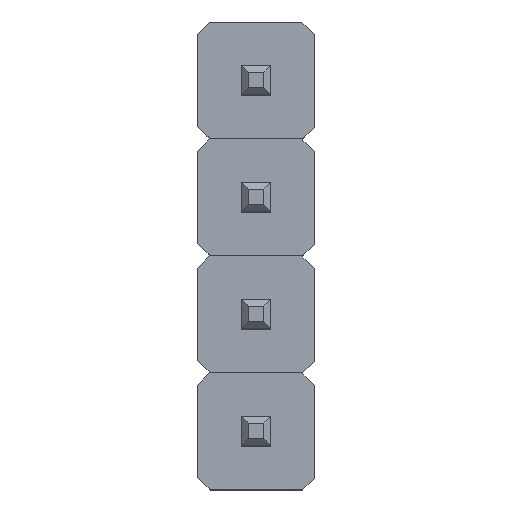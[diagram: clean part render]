
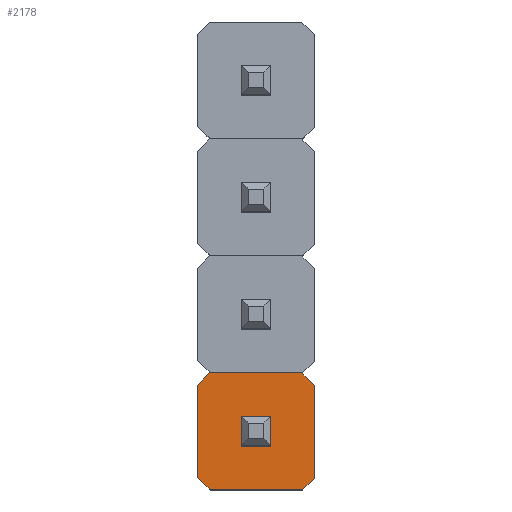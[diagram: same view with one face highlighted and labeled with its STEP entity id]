
A CAD part, top view. The second image highlights one B-rep face of the part: STEP entity #2178.
In plain terms, the highlighted planar face has unit normal (0, 0, 1).
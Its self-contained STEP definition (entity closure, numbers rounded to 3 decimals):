
#30=FACE_BOUND('',#192,.T.);
#58=FACE_OUTER_BOUND('',#191,.T.);
#191=EDGE_LOOP('',(#1493,#1494,#1495,#1496,#1497,#1498,#1499,#1500));
#192=EDGE_LOOP('',(#1501,#1502,#1503,#1504));
#334=LINE('',#3054,#638);
#337=LINE('',#3059,#641);
#339=LINE('',#3063,#643);
#340=LINE('',#3065,#644);
#343=LINE('',#3073,#647);
#346=LINE('',#3079,#650);
#349=LINE('',#3085,#653);
#352=LINE('',#3091,#656);
#355=LINE('',#3097,#659);
#358=LINE('',#3103,#662);
#361=LINE('',#3109,#665);
#364=LINE('',#3113,#668);
#638=VECTOR('',#2477,10.);
#641=VECTOR('',#2482,10.);
#643=VECTOR('',#2486,10.);
#644=VECTOR('',#2489,10.);
#647=VECTOR('',#2494,10.);
#650=VECTOR('',#2499,10.);
#653=VECTOR('',#2504,10.);
#656=VECTOR('',#2509,10.);
#659=VECTOR('',#2514,10.);
#662=VECTOR('',#2519,10.);
#665=VECTOR('',#2524,10.);
#668=VECTOR('',#2529,10.);
#937=VERTEX_POINT('',#3051);
#938=VERTEX_POINT('',#3053);
#939=VERTEX_POINT('',#3057);
#940=VERTEX_POINT('',#3061);
#943=VERTEX_POINT('',#3070);
#944=VERTEX_POINT('',#3072);
#946=VERTEX_POINT('',#3078);
#948=VERTEX_POINT('',#3084);
#950=VERTEX_POINT('',#3090);
#952=VERTEX_POINT('',#3096);
#954=VERTEX_POINT('',#3102);
#956=VERTEX_POINT('',#3108);
#1134=EDGE_CURVE('',#938,#937,#334,.T.);
#1137=EDGE_CURVE('',#937,#939,#337,.T.);
#1139=EDGE_CURVE('',#939,#940,#339,.T.);
#1140=EDGE_CURVE('',#940,#938,#340,.T.);
#1143=EDGE_CURVE('',#944,#943,#343,.T.);
#1146=EDGE_CURVE('',#946,#944,#346,.T.);
#1149=EDGE_CURVE('',#948,#946,#349,.T.);
#1152=EDGE_CURVE('',#950,#948,#352,.T.);
#1155=EDGE_CURVE('',#952,#950,#355,.T.);
#1158=EDGE_CURVE('',#954,#952,#358,.T.);
#1161=EDGE_CURVE('',#956,#954,#361,.T.);
#1164=EDGE_CURVE('',#943,#956,#364,.T.);
#1493=ORIENTED_EDGE('',*,*,#1164,.T.);
#1494=ORIENTED_EDGE('',*,*,#1161,.T.);
#1495=ORIENTED_EDGE('',*,*,#1158,.T.);
#1496=ORIENTED_EDGE('',*,*,#1155,.T.);
#1497=ORIENTED_EDGE('',*,*,#1152,.T.);
#1498=ORIENTED_EDGE('',*,*,#1149,.T.);
#1499=ORIENTED_EDGE('',*,*,#1146,.T.);
#1500=ORIENTED_EDGE('',*,*,#1143,.T.);
#1501=ORIENTED_EDGE('',*,*,#1140,.T.);
#1502=ORIENTED_EDGE('',*,*,#1134,.T.);
#1503=ORIENTED_EDGE('',*,*,#1137,.T.);
#1504=ORIENTED_EDGE('',*,*,#1139,.T.);
#2046=PLANE('',#2331);
#2178=ADVANCED_FACE('',(#58,#30),#2046,.T.);
#2331=AXIS2_PLACEMENT_3D('',#3114,#2530,#2531);
#2477=DIRECTION('',(0.,-1.,0.));
#2482=DIRECTION('',(-1.,0.,0.));
#2486=DIRECTION('',(0.,1.,0.));
#2489=DIRECTION('',(1.,0.,0.));
#2494=DIRECTION('',(0.,-1.,0.));
#2499=DIRECTION('',(-0.707,-0.707,0.));
#2504=DIRECTION('',(-1.,0.,0.));
#2509=DIRECTION('',(-0.707,0.707,0.));
#2514=DIRECTION('',(0.,1.,0.));
#2519=DIRECTION('',(0.707,0.707,0.));
#2524=DIRECTION('',(1.,0.,0.));
#2529=DIRECTION('',(0.707,-0.707,0.));
#2530=DIRECTION('center_axis',(0.,0.,1.));
#2531=DIRECTION('ref_axis',(1.,0.,0.));
#3051=CARTESIAN_POINT('',(0.32,-4.13,2.54));
#3053=CARTESIAN_POINT('',(0.32,-3.49,2.54));
#3054=CARTESIAN_POINT('',(0.32,-3.49,2.54));
#3057=CARTESIAN_POINT('',(-0.32,-4.13,2.54));
#3059=CARTESIAN_POINT('',(0.32,-4.13,2.54));
#3061=CARTESIAN_POINT('',(-0.32,-3.49,2.54));
#3063=CARTESIAN_POINT('',(-0.32,-4.13,2.54));
#3065=CARTESIAN_POINT('',(-0.32,-3.49,2.54));
#3070=CARTESIAN_POINT('',(-1.27,-4.806,2.54));
#3072=CARTESIAN_POINT('',(-1.27,-2.807,2.54));
#3073=CARTESIAN_POINT('',(-1.27,-5.08,2.54));
#3078=CARTESIAN_POINT('',(-1.003,-2.54,2.54));
#3079=CARTESIAN_POINT('',(-1.003,-2.54,2.54));
#3084=CARTESIAN_POINT('',(0.996,-2.54,2.54));
#3085=CARTESIAN_POINT('',(-1.27,-2.54,2.54));
#3090=CARTESIAN_POINT('',(1.27,-2.814,2.54));
#3091=CARTESIAN_POINT('',(0.996,-2.54,2.54));
#3096=CARTESIAN_POINT('',(1.27,-4.823,2.54));
#3097=CARTESIAN_POINT('',(1.27,-2.54,2.54));
#3102=CARTESIAN_POINT('',(1.013,-5.08,2.54));
#3103=CARTESIAN_POINT('',(1.013,-5.08,2.54));
#3108=CARTESIAN_POINT('',(-0.996,-5.08,2.54));
#3109=CARTESIAN_POINT('',(1.27,-5.08,2.54));
#3113=CARTESIAN_POINT('',(-1.27,-4.806,2.54));
#3114=CARTESIAN_POINT('Origin',(0.,-3.81,2.54));
